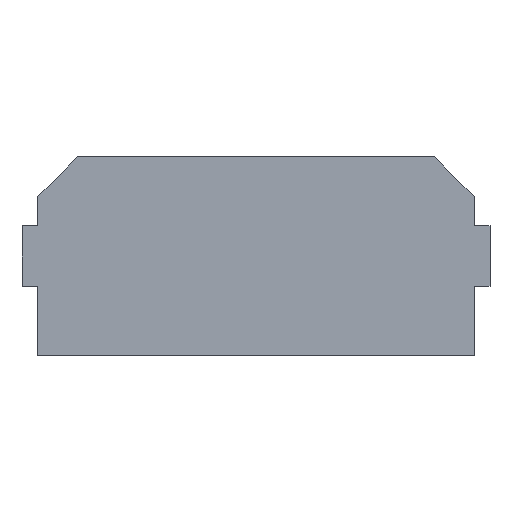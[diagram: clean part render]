
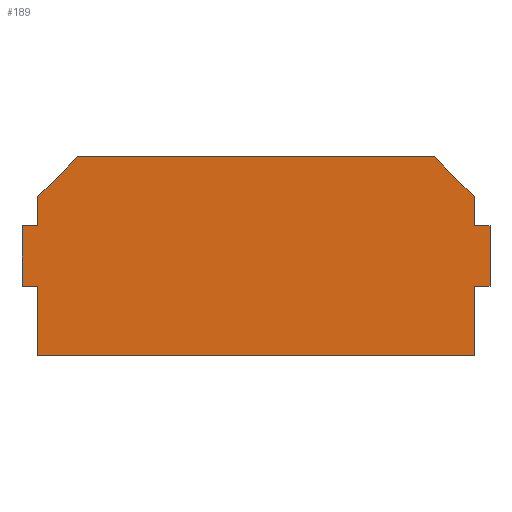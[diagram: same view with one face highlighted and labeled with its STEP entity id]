
A CAD part, top view. The second image highlights one B-rep face of the part: STEP entity #189.
In plain terms, the highlighted planar face has unit normal (0, 0, 1).
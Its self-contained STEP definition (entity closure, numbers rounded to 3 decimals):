
#6 = AXIS2_PLACEMENT_3D ( 'NONE', #200, #67, #159 ) ;
#16 = LINE ( 'NONE', #186, #202 ) ;
#20 = DIRECTION ( 'NONE',  ( -0.707, -0.707, 0. ) ) ;
#43 = CARTESIAN_POINT ( 'NONE',  ( 82.5, 11.5, 2. ) ) ;
#45 = CARTESIAN_POINT ( 'NONE',  ( -82.5, -11.5, 2. ) ) ;
#59 = CARTESIAN_POINT ( 'NONE',  ( -99.5, 5.5, 2. ) ) ;
#61 = ORIENTED_EDGE ( 'NONE', *, *, #393, .T. ) ;
#66 = CARTESIAN_POINT ( 'NONE',  ( 82.5, 22.5, 2. ) ) ;
#67 = DIRECTION ( 'NONE',  ( 0., 0., 1. ) ) ;
#78 = CARTESIAN_POINT ( 'NONE',  ( -82.5, 37.5, 2. ) ) ;
#83 = EDGE_CURVE ( 'NONE', #207, #260, #397, .T. ) ;
#94 = VECTOR ( 'NONE', #293, 1000. ) ;
#99 = CARTESIAN_POINT ( 'NONE',  ( -82.5, -11.5, 2. ) ) ;
#107 = PLANE ( 'NONE',  #6 ) ;
#109 = EDGE_LOOP ( 'NONE', ( #229, #259, #61, #241, #247, #429, #135, #239, #151, #481, #339, #522, #183, #129 ) ) ;
#117 = DIRECTION ( 'NONE',  ( -1., 0., 0. ) ) ;
#120 = CARTESIAN_POINT ( 'NONE',  ( -88.5, -11.5, 2. ) ) ;
#129 = ORIENTED_EDGE ( 'NONE', *, *, #407, .T. ) ;
#134 = EDGE_CURVE ( 'NONE', #451, #505, #138, .T. ) ;
#135 = ORIENTED_EDGE ( 'NONE', *, *, #432, .T. ) ;
#138 = LINE ( 'NONE', #474, #494 ) ;
#146 = VECTOR ( 'NONE', #20, 1000. ) ;
#151 = ORIENTED_EDGE ( 'NONE', *, *, #212, .T. ) ;
#154 = VERTEX_POINT ( 'NONE', #306 ) ;
#156 = EDGE_CURVE ( 'NONE', #260, #320, #16, .T. ) ;
#159 = DIRECTION ( 'NONE',  ( 1., 0., 0. ) ) ;
#167 = VERTEX_POINT ( 'NONE', #289 ) ;
#170 = DIRECTION ( 'NONE',  ( -1., 0., 0. ) ) ;
#172 = EDGE_CURVE ( 'NONE', #421, #167, #236, .T. ) ;
#177 = EDGE_CURVE ( 'NONE', #518, #201, #527, .T. ) ;
#183 = ORIENTED_EDGE ( 'NONE', *, *, #172, .T. ) ;
#186 = CARTESIAN_POINT ( 'NONE',  ( -82.5, 11.5, 2. ) ) ;
#189 = ADVANCED_FACE ( 'NONE', ( #203 ), #107, .T. ) ;
#195 = DIRECTION ( 'NONE',  ( 0., -1., 0. ) ) ;
#200 = CARTESIAN_POINT ( 'NONE',  ( -82.5, -11.5, 2. ) ) ;
#201 = VERTEX_POINT ( 'NONE', #408 ) ;
#202 = VECTOR ( 'NONE', #220, 1000. ) ;
#203 = FACE_OUTER_BOUND ( 'NONE', #109, .T. ) ;
#204 = LINE ( 'NONE', #120, #94 ) ;
#207 = VERTEX_POINT ( 'NONE', #487 ) ;
#209 = VECTOR ( 'NONE', #476, 1000. ) ;
#212 = EDGE_CURVE ( 'NONE', #363, #518, #383, .T. ) ;
#220 = DIRECTION ( 'NONE',  ( 0., -1., 0. ) ) ;
#222 = VECTOR ( 'NONE', #375, 1000. ) ;
#223 = CARTESIAN_POINT ( 'NONE',  ( -88.5, 11.5, 2. ) ) ;
#227 = LINE ( 'NONE', #99, #255 ) ;
#229 = ORIENTED_EDGE ( 'NONE', *, *, #449, .T. ) ;
#230 = LINE ( 'NONE', #354, #209 ) ;
#236 = LINE ( 'NONE', #521, #327 ) ;
#239 = ORIENTED_EDGE ( 'NONE', *, *, #483, .T. ) ;
#240 = CARTESIAN_POINT ( 'NONE',  ( -82.5, 22.5, 2. ) ) ;
#241 = ORIENTED_EDGE ( 'NONE', *, *, #83, .T. ) ;
#245 = DIRECTION ( 'NONE',  ( -1., 0., 0. ) ) ;
#247 = ORIENTED_EDGE ( 'NONE', *, *, #156, .T. ) ;
#255 = VECTOR ( 'NONE', #395, 1000. ) ;
#259 = ORIENTED_EDGE ( 'NONE', *, *, #134, .T. ) ;
#260 = VERTEX_POINT ( 'NONE', #240 ) ;
#264 = VECTOR ( 'NONE', #195, 1000. ) ;
#276 = CARTESIAN_POINT ( 'NONE',  ( -82.5, -37.5, 2. ) ) ;
#284 = EDGE_CURVE ( 'NONE', #320, #453, #446, .T. ) ;
#285 = CARTESIAN_POINT ( 'NONE',  ( -82.5, -37.5, 2. ) ) ;
#289 = CARTESIAN_POINT ( 'NONE',  ( 88.5, 11.5, 2. ) ) ;
#293 = DIRECTION ( 'NONE',  ( 0., -1., 0. ) ) ;
#295 = LINE ( 'NONE', #420, #437 ) ;
#296 = VERTEX_POINT ( 'NONE', #362 ) ;
#306 = CARTESIAN_POINT ( 'NONE',  ( -88.5, -11.5, 2. ) ) ;
#308 = VERTEX_POINT ( 'NONE', #43 ) ;
#318 = EDGE_CURVE ( 'NONE', #296, #421, #495, .T. ) ;
#320 = VERTEX_POINT ( 'NONE', #467 ) ;
#327 = VECTOR ( 'NONE', #400, 1000. ) ;
#332 = CARTESIAN_POINT ( 'NONE',  ( -82.5, 11.5, 2. ) ) ;
#339 = ORIENTED_EDGE ( 'NONE', *, *, #344, .T. ) ;
#342 = LINE ( 'NONE', #78, #456 ) ;
#344 = EDGE_CURVE ( 'NONE', #201, #296, #497, .T. ) ;
#354 = CARTESIAN_POINT ( 'NONE',  ( 82.5, 11.5, 2. ) ) ;
#362 = CARTESIAN_POINT ( 'NONE',  ( 82.5, -11.5, 2. ) ) ;
#363 = VERTEX_POINT ( 'NONE', #45 ) ;
#375 = DIRECTION ( 'NONE',  ( 1., 0., 0. ) ) ;
#377 = DIRECTION ( 'NONE',  ( 0., 1., 0. ) ) ;
#381 = VECTOR ( 'NONE', #406, 1000. ) ;
#383 = LINE ( 'NONE', #285, #264 ) ;
#392 = DIRECTION ( 'NONE',  ( -0.707, 0.707, 0. ) ) ;
#393 = EDGE_CURVE ( 'NONE', #505, #207, #342, .T. ) ;
#395 = DIRECTION ( 'NONE',  ( 1., 0., 0. ) ) ;
#397 = LINE ( 'NONE', #59, #146 ) ;
#400 = DIRECTION ( 'NONE',  ( 0., 1., 0. ) ) ;
#406 = DIRECTION ( 'NONE',  ( 1., 0., 0. ) ) ;
#407 = EDGE_CURVE ( 'NONE', #167, #308, #295, .T. ) ;
#408 = CARTESIAN_POINT ( 'NONE',  ( 82.5, -37.5, 2. ) ) ;
#418 = CARTESIAN_POINT ( 'NONE',  ( 82.5, -11.5, 2. ) ) ;
#420 = CARTESIAN_POINT ( 'NONE',  ( 82.5, 11.5, 2. ) ) ;
#421 = VERTEX_POINT ( 'NONE', #461 ) ;
#422 = VECTOR ( 'NONE', #377, 1000. ) ;
#429 = ORIENTED_EDGE ( 'NONE', *, *, #284, .T. ) ;
#432 = EDGE_CURVE ( 'NONE', #453, #154, #204, .T. ) ;
#437 = VECTOR ( 'NONE', #170, 1000. ) ;
#446 = LINE ( 'NONE', #332, #466 ) ;
#449 = EDGE_CURVE ( 'NONE', #308, #451, #230, .T. ) ;
#451 = VERTEX_POINT ( 'NONE', #66 ) ;
#453 = VERTEX_POINT ( 'NONE', #223 ) ;
#454 = CARTESIAN_POINT ( 'NONE',  ( 82.5, -37.5, 2. ) ) ;
#456 = VECTOR ( 'NONE', #245, 1000. ) ;
#461 = CARTESIAN_POINT ( 'NONE',  ( 88.5, -11.5, 2. ) ) ;
#466 = VECTOR ( 'NONE', #117, 1000. ) ;
#467 = CARTESIAN_POINT ( 'NONE',  ( -82.5, 11.5, 2. ) ) ;
#474 = CARTESIAN_POINT ( 'NONE',  ( 17., 88., 2. ) ) ;
#476 = DIRECTION ( 'NONE',  ( 0., 1., 0. ) ) ;
#481 = ORIENTED_EDGE ( 'NONE', *, *, #177, .T. ) ;
#482 = CARTESIAN_POINT ( 'NONE',  ( -82.5, -37.5, 2. ) ) ;
#483 = EDGE_CURVE ( 'NONE', #154, #363, #227, .T. ) ;
#487 = CARTESIAN_POINT ( 'NONE',  ( -67.5, 37.5, 2. ) ) ;
#494 = VECTOR ( 'NONE', #392, 1000. ) ;
#495 = LINE ( 'NONE', #418, #222 ) ;
#497 = LINE ( 'NONE', #454, #422 ) ;
#505 = VERTEX_POINT ( 'NONE', #523 ) ;
#518 = VERTEX_POINT ( 'NONE', #276 ) ;
#521 = CARTESIAN_POINT ( 'NONE',  ( 88.5, -11.5, 2. ) ) ;
#522 = ORIENTED_EDGE ( 'NONE', *, *, #318, .T. ) ;
#523 = CARTESIAN_POINT ( 'NONE',  ( 67.5, 37.5, 2. ) ) ;
#527 = LINE ( 'NONE', #482, #381 ) ;
